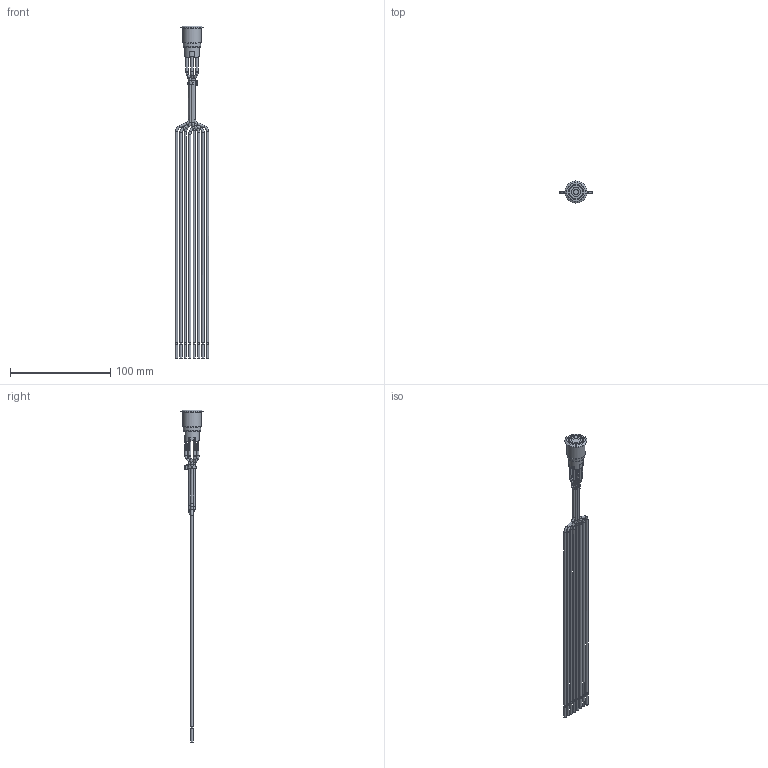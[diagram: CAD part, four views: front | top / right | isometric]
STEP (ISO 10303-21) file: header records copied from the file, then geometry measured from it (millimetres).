
FILE_DESCRIPTION(/* description */ ('','CAx-IF Rec.Pracs.---Representation and Presentation of Product Manufacturing Information (PMI)---4.0---2014-10-13'),/* implementation_level */ '2;1');
FILE_NAME(/* name */ 'PV4FWG0xx3xx.stp',/* time_stamp */ '2019-06-11T10:08:46-05:00',/* author */ ('mroman'),/* organization */ (''),/* preprocessor_version */ 'ST-DEVELOPER v17',/* originating_system */ 'Autodesk Inventor 2018',/* authorisation */ '');
FILE_SCHEMA (('AP242_MANAGED_MODEL_BASED_3D_ENGINEERING_MIM_LF { 1 0 10303 442 1 1 4 }'));
Length unit declared in the file: millimetre
Products named in the file (1): PV4FWG0xx3xx
Bounding box: 33 x 22 x 330.7 mm (x, y, z)
Volume: 14693.7 mm3; surface area: 21625.4 mm2
Topology: 2 solids, 3 shells, 491 faces, 1298 edges, 853 vertices
Faces by surface type: plane 268, cylinder 127, torus 42, bspline 31, cone 15, sphere 8
Full cylindrical faces by diameter (mm): 1.5 x8, 2.2 x46, 2.4 x9, 5.2 x1, 7 x1, 7.3 x1, 8.1 x1, 9 x1, 9.2 x1, 12.8 x1, 13.6 x2, 14.9 x1, 15 x1, 15.8 x1, 17.5 x2, 18.9 x1, 22 x1
Entity records: 16257 total; most frequent: CARTESIAN_POINT 3661, DIRECTION 2693, ORIENTED_EDGE 2596, EDGE_CURVE 1298, AXIS2_PLACEMENT_3D 996, VERTEX_POINT 853, LINE 709, VECTOR 709
